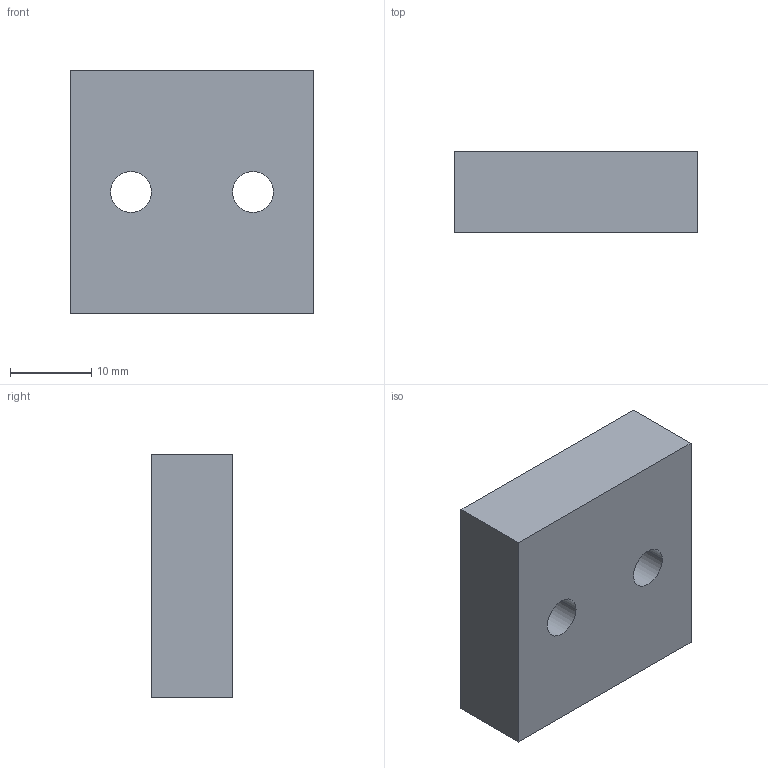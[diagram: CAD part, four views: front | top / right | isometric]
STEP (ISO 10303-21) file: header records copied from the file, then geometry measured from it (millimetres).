
FILE_DESCRIPTION((''),'2;1');
FILE_NAME('PRT0002','2020-07-28T',('LENOVO'),(''),'CREO PARAMETRIC BY PTC INC, 2015380','CREO PARAMETRIC BY PTC INC, 2015380','');
FILE_SCHEMA(('CONFIG_CONTROL_DESIGN'));
Length unit declared in the file: millimetre
Products named in the file (1): PRT0002
Bounding box: 30 x 10 x 30 mm (x, y, z)
Volume: 8607.3 mm3; surface area: 3235.6 mm2
Topology: 1 solids, 1 shells, 10 faces, 34 edges, 28 vertices
Faces by surface type: plane 6, cylinder 4
Entity records: 416 total; most frequent: DIRECTION 68, CARTESIAN_POINT 61, ORIENTED_EDGE 48, EDGE_CURVE 24, AXIS2_PLACEMENT_3D 23, VECTOR 22, LINE 22, VERTEX_POINT 16
